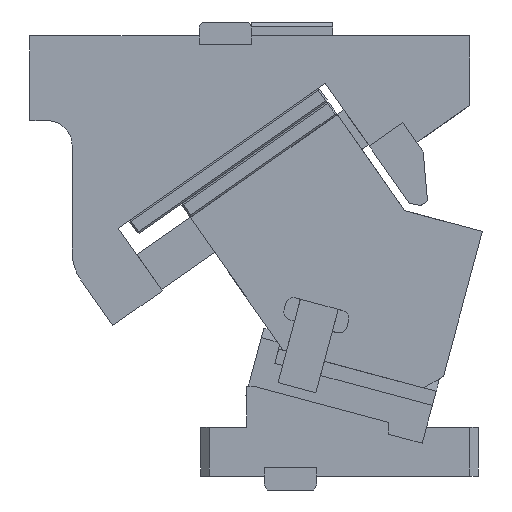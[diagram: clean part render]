
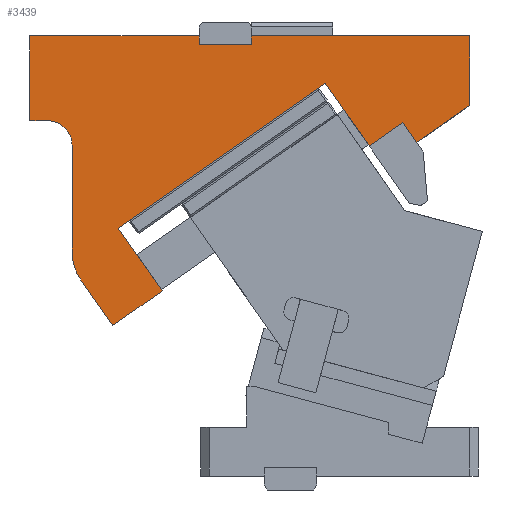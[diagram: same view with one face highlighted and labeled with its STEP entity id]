
A CAD part, front view. The second image highlights one B-rep face of the part: STEP entity #3439.
In plain terms, the highlighted planar face has unit normal (0, -1, 0).
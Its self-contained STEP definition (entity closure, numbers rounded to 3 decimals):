
#3202=CARTESIAN_POINT('Line Origine',(12.784,0.,196.521)) ;
#3206=CARTESIAN_POINT('Vertex',(76.268,0.,240.973)) ;
#3208=CARTESIAN_POINT('Vertex',(-50.7,0.,152.068)) ;
#3271=CARTESIAN_POINT('Axis2P3D Location',(28.712,0.,243.097)) ;
#3276=CARTESIAN_POINT('Line Origine',(-63.813,0.,106.287)) ;
#3280=CARTESIAN_POINT('Vertex',(-54.051,0.,92.346)) ;
#3282=CARTESIAN_POINT('Vertex',(-73.575,0.,120.229)) ;
#3285=CARTESIAN_POINT('Line Origine',(-38.897,0.,102.957)) ;
#3289=CARTESIAN_POINT('Vertex',(-23.742,0.,113.568)) ;
#3292=CARTESIAN_POINT('Line Origine',(-37.221,0.,132.818)) ;
#3297=CARTESIAN_POINT('Line Origine',(89.747,0.,221.723)) ;
#3301=CARTESIAN_POINT('Vertex',(103.226,0.,202.473)) ;
#3304=CARTESIAN_POINT('Line Origine',(113.466,0.,209.642)) ;
#3308=CARTESIAN_POINT('Vertex',(123.705,0.,216.812)) ;
#3311=CARTESIAN_POINT('Line Origine',(128.007,0.,210.668)) ;
#3315=CARTESIAN_POINT('Vertex',(132.309,0.,204.525)) ;
#3318=CARTESIAN_POINT('Line Origine',(148.654,0.,215.97)) ;
#3322=CARTESIAN_POINT('Vertex',(165.,0.,227.415)) ;
#3325=CARTESIAN_POINT('Line Origine',(165.,0.,248.708)) ;
#3329=CARTESIAN_POINT('Vertex',(165.,0.,270.)) ;
#3332=CARTESIAN_POINT('Line Origine',(98.,0.,270.)) ;
#3336=CARTESIAN_POINT('Vertex',(31.,0.,270.)) ;
#3339=CARTESIAN_POINT('Line Origine',(31.,0.,267.25)) ;
#3343=CARTESIAN_POINT('Vertex',(31.,0.,264.5)) ;
#3346=CARTESIAN_POINT('Line Origine',(15.,0.,264.5)) ;
#3350=CARTESIAN_POINT('Vertex',(-1.,0.,264.5)) ;
#3353=CARTESIAN_POINT('Line Origine',(-1.,0.,267.25)) ;
#3357=CARTESIAN_POINT('Vertex',(-1.,0.,270.)) ;
#3360=CARTESIAN_POINT('Line Origine',(-53.,0.,270.)) ;
#3364=CARTESIAN_POINT('Vertex',(-105.,0.,270.)) ;
#3367=CARTESIAN_POINT('Line Origine',(-105.,0.,244.)) ;
#3371=CARTESIAN_POINT('Vertex',(-105.,0.,218.)) ;
#3374=CARTESIAN_POINT('Line Origine',(-99.5,0.,218.)) ;
#3378=CARTESIAN_POINT('Vertex',(-94.,0.,218.)) ;
#3382=CARTESIAN_POINT('Control Point',(-94.,0.,218.)) ;
#3383=CARTESIAN_POINT('Control Point',(-92.482,0.,218.)) ;
#3384=CARTESIAN_POINT('Control Point',(-90.964,0.,217.808)) ;
#3385=CARTESIAN_POINT('Control Point',(-89.479,0.,217.424)) ;
#3386=CARTESIAN_POINT('Control Point',(-86.637,0.,216.289)) ;
#3387=CARTESIAN_POINT('Control Point',(-84.168,0.,214.481)) ;
#3388=CARTESIAN_POINT('Control Point',(-83.055,0.,213.425)) ;
#3389=CARTESIAN_POINT('Control Point',(-81.119,0.,211.055)) ;
#3390=CARTESIAN_POINT('Control Point',(-79.835,0.,208.278)) ;
#3391=CARTESIAN_POINT('Control Point',(-79.373,0.,206.815)) ;
#3392=CARTESIAN_POINT('Control Point',(-79.073,0.,205.152)) ;
#3393=CARTESIAN_POINT('Control Point',(-79.006,0.,203.476)) ;
#3394=CARTESIAN_POINT('Control Point',(-79.002,0.,203.317)) ;
#3395=CARTESIAN_POINT('Control Point',(-79.,0.,203.159)) ;
#3396=CARTESIAN_POINT('Control Point',(-79.,0.,203.)) ;
#3397=CARTESIAN_POINT('Vertex',(-79.,0.,203.)) ;
#3400=CARTESIAN_POINT('Line Origine',(-79.,0.,170.218)) ;
#3404=CARTESIAN_POINT('Vertex',(-79.,0.,137.436)) ;
#3408=CARTESIAN_POINT('Control Point',(-79.,0.,137.436)) ;
#3409=CARTESIAN_POINT('Control Point',(-79.,0.,134.484)) ;
#3410=CARTESIAN_POINT('Control Point',(-78.637,0.,131.533)) ;
#3411=CARTESIAN_POINT('Control Point',(-77.911,0.,128.64)) ;
#3412=CARTESIAN_POINT('Control Point',(-76.577,0.,125.197)) ;
#3413=CARTESIAN_POINT('Control Point',(-74.75,0.,122.018)) ;
#3414=CARTESIAN_POINT('Control Point',(-74.376,0.,121.409)) ;
#3415=CARTESIAN_POINT('Control Point',(-73.984,0.,120.813)) ;
#3416=CARTESIAN_POINT('Control Point',(-73.575,0.,120.229)) ;
#3203=DIRECTION('Vector Direction',(-0.819,0.,-0.574)) ;
#3272=DIRECTION('Axis2P3D Direction',(0.,-1.,0.)) ;
#3273=DIRECTION('Axis2P3D XDirection',(1.,0.,0.)) ;
#3277=DIRECTION('Vector Direction',(-0.574,0.,0.819)) ;
#3286=DIRECTION('Vector Direction',(0.819,0.,0.574)) ;
#3293=DIRECTION('Vector Direction',(0.574,0.,-0.819)) ;
#3298=DIRECTION('Vector Direction',(0.574,0.,-0.819)) ;
#3305=DIRECTION('Vector Direction',(0.819,0.,0.574)) ;
#3312=DIRECTION('Vector Direction',(0.574,0.,-0.819)) ;
#3319=DIRECTION('Vector Direction',(0.819,0.,0.574)) ;
#3326=DIRECTION('Vector Direction',(0.,0.,-1.)) ;
#3333=DIRECTION('Vector Direction',(1.,0.,0.)) ;
#3340=DIRECTION('Vector Direction',(0.,0.,1.)) ;
#3347=DIRECTION('Vector Direction',(1.,0.,0.)) ;
#3354=DIRECTION('Vector Direction',(0.,0.,-1.)) ;
#3361=DIRECTION('Vector Direction',(1.,0.,0.)) ;
#3368=DIRECTION('Vector Direction',(0.,0.,1.)) ;
#3375=DIRECTION('Vector Direction',(1.,0.,0.)) ;
#3401=DIRECTION('Vector Direction',(0.,0.,-1.)) ;
#3274=AXIS2_PLACEMENT_3D('Plane Axis2P3D',#3271,#3272,#3273) ;
#3419=ORIENTED_EDGE('',*,*,#3284,.F.) ;
#3420=ORIENTED_EDGE('',*,*,#3291,.T.) ;
#3421=ORIENTED_EDGE('',*,*,#3296,.F.) ;
#3422=ORIENTED_EDGE('',*,*,#3210,.F.) ;
#3423=ORIENTED_EDGE('',*,*,#3303,.T.) ;
#3424=ORIENTED_EDGE('',*,*,#3310,.T.) ;
#3425=ORIENTED_EDGE('',*,*,#3317,.T.) ;
#3426=ORIENTED_EDGE('',*,*,#3324,.T.) ;
#3427=ORIENTED_EDGE('',*,*,#3331,.F.) ;
#3428=ORIENTED_EDGE('',*,*,#3338,.F.) ;
#3429=ORIENTED_EDGE('',*,*,#3345,.F.) ;
#3430=ORIENTED_EDGE('',*,*,#3352,.F.) ;
#3431=ORIENTED_EDGE('',*,*,#3359,.F.) ;
#3432=ORIENTED_EDGE('',*,*,#3366,.F.) ;
#3433=ORIENTED_EDGE('',*,*,#3373,.F.) ;
#3434=ORIENTED_EDGE('',*,*,#3380,.T.) ;
#3435=ORIENTED_EDGE('',*,*,#3399,.T.) ;
#3436=ORIENTED_EDGE('',*,*,#3406,.T.) ;
#3437=ORIENTED_EDGE('',*,*,#3417,.F.) ;
#3204=VECTOR('Line Direction',#3203,1.) ;
#3278=VECTOR('Line Direction',#3277,1.) ;
#3287=VECTOR('Line Direction',#3286,1.) ;
#3294=VECTOR('Line Direction',#3293,1.) ;
#3299=VECTOR('Line Direction',#3298,1.) ;
#3306=VECTOR('Line Direction',#3305,1.) ;
#3313=VECTOR('Line Direction',#3312,1.) ;
#3320=VECTOR('Line Direction',#3319,1.) ;
#3327=VECTOR('Line Direction',#3326,1.) ;
#3334=VECTOR('Line Direction',#3333,1.) ;
#3341=VECTOR('Line Direction',#3340,1.) ;
#3348=VECTOR('Line Direction',#3347,1.) ;
#3355=VECTOR('Line Direction',#3354,1.) ;
#3362=VECTOR('Line Direction',#3361,1.) ;
#3369=VECTOR('Line Direction',#3368,1.) ;
#3376=VECTOR('Line Direction',#3375,1.) ;
#3402=VECTOR('Line Direction',#3401,1.) ;
#3439=ADVANCED_FACE('CAM HOLDER',(#3438),#3275,.T.) ;
#3381=B_SPLINE_CURVE_WITH_KNOTS('',5,(#3382,#3383,#3384,#3385,#3386,#3387,#3388,#3389,#3390,#3391,#3392,#3393,#3394,#3395,#3396),.UNSPECIFIED.,.F.,.U.,(6,3,3,3,6),(0.,10.733,21.466,32.199,33.321),.UNSPECIFIED.) ;
#3407=B_SPLINE_CURVE_WITH_KNOTS('',5,(#3408,#3409,#3410,#3411,#3412,#3413,#3414,#3415,#3416),.UNSPECIFIED.,.F.,.U.,(6,3,6),(0.,20.871,25.915),.UNSPECIFIED.) ;
#3210=EDGE_CURVE('',#3207,#3209,#3205,.T.) ;
#3284=EDGE_CURVE('',#3281,#3283,#3279,.T.) ;
#3291=EDGE_CURVE('',#3281,#3290,#3288,.T.) ;
#3296=EDGE_CURVE('',#3209,#3290,#3295,.T.) ;
#3303=EDGE_CURVE('',#3207,#3302,#3300,.T.) ;
#3310=EDGE_CURVE('',#3302,#3309,#3307,.T.) ;
#3317=EDGE_CURVE('',#3309,#3316,#3314,.T.) ;
#3324=EDGE_CURVE('',#3316,#3323,#3321,.T.) ;
#3331=EDGE_CURVE('',#3330,#3323,#3328,.T.) ;
#3338=EDGE_CURVE('',#3337,#3330,#3335,.T.) ;
#3345=EDGE_CURVE('',#3344,#3337,#3342,.T.) ;
#3352=EDGE_CURVE('',#3351,#3344,#3349,.T.) ;
#3359=EDGE_CURVE('',#3358,#3351,#3356,.T.) ;
#3366=EDGE_CURVE('',#3365,#3358,#3363,.T.) ;
#3373=EDGE_CURVE('',#3372,#3365,#3370,.T.) ;
#3380=EDGE_CURVE('',#3372,#3379,#3377,.T.) ;
#3399=EDGE_CURVE('',#3379,#3398,#3381,.T.) ;
#3406=EDGE_CURVE('',#3398,#3405,#3403,.T.) ;
#3417=EDGE_CURVE('',#3283,#3405,#3407,.F.) ;
#3418=EDGE_LOOP('',(#3419,#3420,#3421,#3422,#3423,#3424,#3425,#3426,#3427,#3428,#3429,#3430,#3431,#3432,#3433,#3434,#3435,#3436,#3437)) ;
#3438=FACE_OUTER_BOUND('',#3418,.T.) ;
#3205=LINE('Line',#3202,#3204) ;
#3279=LINE('Line',#3276,#3278) ;
#3288=LINE('Line',#3285,#3287) ;
#3295=LINE('Line',#3292,#3294) ;
#3300=LINE('Line',#3297,#3299) ;
#3307=LINE('Line',#3304,#3306) ;
#3314=LINE('Line',#3311,#3313) ;
#3321=LINE('Line',#3318,#3320) ;
#3328=LINE('Line',#3325,#3327) ;
#3335=LINE('Line',#3332,#3334) ;
#3342=LINE('Line',#3339,#3341) ;
#3349=LINE('Line',#3346,#3348) ;
#3356=LINE('Line',#3353,#3355) ;
#3363=LINE('Line',#3360,#3362) ;
#3370=LINE('Line',#3367,#3369) ;
#3377=LINE('Line',#3374,#3376) ;
#3403=LINE('Line',#3400,#3402) ;
#3275=PLANE('Plane',#3274) ;
#3207=VERTEX_POINT('',#3206) ;
#3209=VERTEX_POINT('',#3208) ;
#3281=VERTEX_POINT('',#3280) ;
#3283=VERTEX_POINT('',#3282) ;
#3290=VERTEX_POINT('',#3289) ;
#3302=VERTEX_POINT('',#3301) ;
#3309=VERTEX_POINT('',#3308) ;
#3316=VERTEX_POINT('',#3315) ;
#3323=VERTEX_POINT('',#3322) ;
#3330=VERTEX_POINT('',#3329) ;
#3337=VERTEX_POINT('',#3336) ;
#3344=VERTEX_POINT('',#3343) ;
#3351=VERTEX_POINT('',#3350) ;
#3358=VERTEX_POINT('',#3357) ;
#3365=VERTEX_POINT('',#3364) ;
#3372=VERTEX_POINT('',#3371) ;
#3379=VERTEX_POINT('',#3378) ;
#3398=VERTEX_POINT('',#3397) ;
#3405=VERTEX_POINT('',#3404) ;
